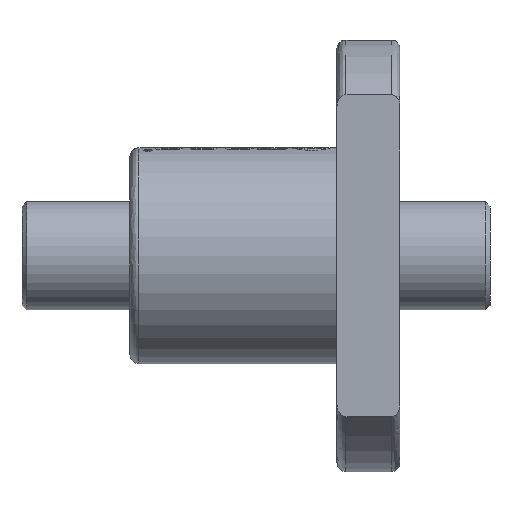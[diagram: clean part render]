
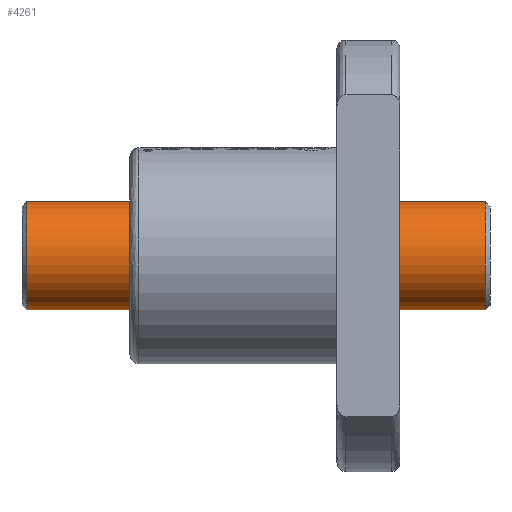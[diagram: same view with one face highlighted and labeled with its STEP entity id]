
A CAD part, front view. The second image highlights one B-rep face of the part: STEP entity #4261.
In plain terms, the highlighted cylindrical face has radius 3 mm (diameter 6 mm), a partial arc.
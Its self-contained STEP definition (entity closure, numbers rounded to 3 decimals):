
#38 = ORIENTED_EDGE ( 'NONE', *, *, #20562, .T. ) ;
#51 = EDGE_CURVE ( 'NONE', #22789, #8700, #13873, .T. ) ;
#956 = CIRCLE ( 'NONE', #1803, 3. ) ;
#1685 = ORIENTED_EDGE ( 'NONE', *, *, #4822, .T. ) ;
#1803 = AXIS2_PLACEMENT_3D ( 'NONE', #16244, #8842, #3556 ) ;
#2119 = CARTESIAN_POINT ( 'NONE',  ( -0.25, 0., 3. ) ) ;
#2155 = AXIS2_PLACEMENT_3D ( 'NONE', #21488, #4838, #6854 ) ;
#2602 = LINE ( 'NONE', #10824, #9779 ) ;
#2804 = VERTEX_POINT ( 'NONE', #2119 ) ;
#3399 = CARTESIAN_POINT ( 'NONE',  ( -25.75, 0., 3. ) ) ;
#3556 = DIRECTION ( 'NONE',  ( 0., 0., 1. ) ) ;
#4261 = ADVANCED_FACE ( 'NONE', ( #21762 ), #11206, .T. ) ;
#4822 = EDGE_CURVE ( 'NONE', #22789, #2804, #11151, .T. ) ;
#4838 = DIRECTION ( 'NONE',  ( -1., 0., 0. ) ) ;
#5274 = DIRECTION ( 'NONE',  ( 0., 0., 1. ) ) ;
#6854 = DIRECTION ( 'NONE',  ( 0., 0., 1. ) ) ;
#6990 = DIRECTION ( 'NONE',  ( -1., 0., 0. ) ) ;
#7363 = DIRECTION ( 'NONE',  ( -1., 0., 0. ) ) ;
#8700 = VERTEX_POINT ( 'NONE', #20900 ) ;
#8842 = DIRECTION ( 'NONE',  ( 1., 0., 0. ) ) ;
#9598 = VECTOR ( 'NONE', #6990, 1000. ) ;
#9779 = VECTOR ( 'NONE', #7363, 1000. ) ;
#9910 = EDGE_CURVE ( 'NONE', #15248, #8700, #956, .T. ) ;
#10824 = CARTESIAN_POINT ( 'NONE',  ( 0., 0., 3. ) ) ;
#11151 = CIRCLE ( 'NONE', #22817, 3. ) ;
#11206 = CYLINDRICAL_SURFACE ( 'NONE', #2155, 3. ) ;
#11306 = ORIENTED_EDGE ( 'NONE', *, *, #51, .F. ) ;
#13873 = LINE ( 'NONE', #23304, #9598 ) ;
#14456 = CARTESIAN_POINT ( 'NONE',  ( -0.25, 0., -3. ) ) ;
#15248 = VERTEX_POINT ( 'NONE', #3399 ) ;
#16244 = CARTESIAN_POINT ( 'NONE',  ( -25.75, 0., 0. ) ) ;
#18165 = CARTESIAN_POINT ( 'NONE',  ( -0.25, 0., 0. ) ) ;
#20562 = EDGE_CURVE ( 'NONE', #2804, #15248, #2602, .T. ) ;
#20900 = CARTESIAN_POINT ( 'NONE',  ( -25.75, 0., -3. ) ) ;
#21488 = CARTESIAN_POINT ( 'NONE',  ( 0., 0., 0. ) ) ;
#21762 = FACE_OUTER_BOUND ( 'NONE', #22361, .T. ) ;
#22361 = EDGE_LOOP ( 'NONE', ( #11306, #1685, #38, #23116 ) ) ;
#22789 = VERTEX_POINT ( 'NONE', #14456 ) ;
#22817 = AXIS2_PLACEMENT_3D ( 'NONE', #18165, #23609, #5274 ) ;
#23116 = ORIENTED_EDGE ( 'NONE', *, *, #9910, .T. ) ;
#23304 = CARTESIAN_POINT ( 'NONE',  ( 0., 0., -3. ) ) ;
#23609 = DIRECTION ( 'NONE',  ( -1., 0., 0. ) ) ;
